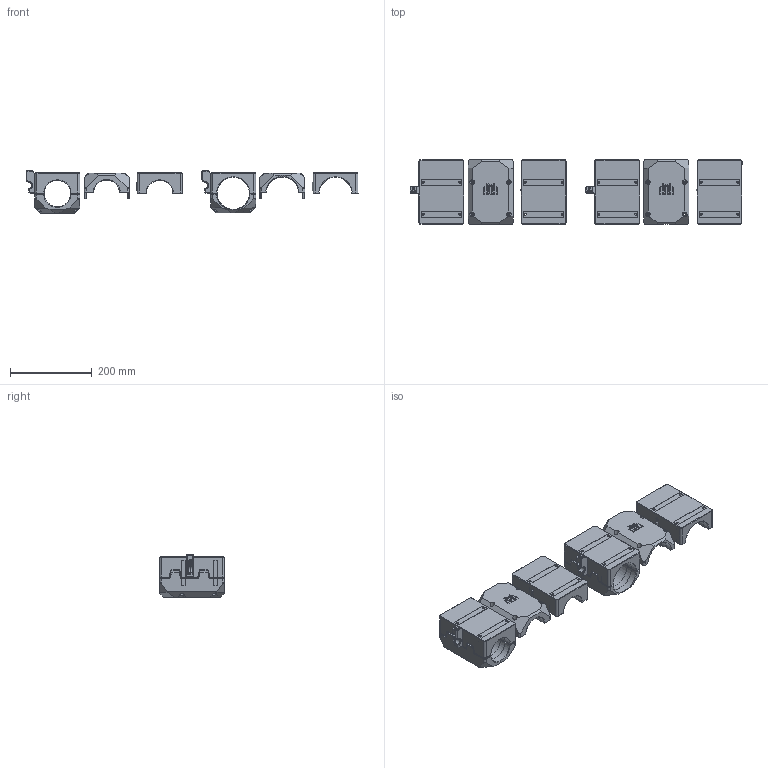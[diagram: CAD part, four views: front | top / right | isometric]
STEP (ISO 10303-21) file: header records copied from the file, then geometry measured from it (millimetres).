
FILE_DESCRIPTION(/* description */ (''),/* implementation_level */ '2;1');
FILE_NAME(/* name */ 'Iron heart MOD (deepergrain).step',/* time_stamp */ '2024-03-28T23:37:30Z',/* author */ (''),/* organization */ (''),/* preprocessor_version */ 'ST-DEVELOPER v20',/* originating_system */ 'Autodesk Translation Framework v12.20.1.177',/* authorisation */ '');
FILE_SCHEMA (('AUTOMOTIVE_DESIGN { 1 0 10303 214 3 1 1 }'));
Length unit declared in the file: millimetre
Products named in the file (34): Iron heart MOD (deepergrain); Burly Z cable chain mount (1); Rear shroud assembly (1); front shroud (1); Rear shroud assembly (1)_1; Rear mount 65mm (2); Rear mount 65mm (1) (1); Rear Shroud 65mm (1); front shroud (1)_1; Front shroud 65mm (1); Front mount 65mm  (1); Front mount 65mm (1); front shroud (1) (1); Front shroud 65mm (1) (1); Front mount 65mm  (1) (1); Front mount 65mm (1) (1); 80mm mount; front shroud (2); Front shroud 80mm (2); Front mount 80mm  (2); Front mount 80mm (2); Rear shroud assembly (2); Rear mount 80mm (3); Rear mount 80mm (1) (2); Rear Shroud 80mm (2); Rear shroud assembly; Rear mount 80mm; Rear mount 80mm (1); Rear Shroud 80mm; Burly Z cable chain mount; front shroud; Front shroud 80mm; Front mount 80mm ; Front mount 80mm
Assembly tree (38 placements, depth 4):
  Iron heart MOD (deepergrain)
    Burly Z cable chain mount (1)
    Rear shroud assembly (1)
      Rear mount 65mm (2)
      Rear mount 65mm (1) (1)
      Rear Shroud 65mm (1)
    front shroud (1)
      Front mount 65mm  (1)
      Front mount 65mm (1)
    Rear shroud assembly (1)_1
      Rear mount 65mm (2)
      Rear mount 65mm (1) (1)
      Rear Shroud 65mm (1)
    front shroud (1)_1
      Front shroud 65mm (1)
      Front mount 65mm  (1)
      Front mount 65mm (1)
    front shroud (1) (1)
      Front shroud 65mm (1) (1)
      Front mount 65mm  (1) (1)
      Front mount 65mm (1) (1)
    80mm mount
      front shroud (2)
        Front shroud 80mm (2)
        Front mount 80mm  (2)
        Front mount 80mm (2)
      Rear shroud assembly (2)
        Rear mount 80mm (3)
        Rear mount 80mm (1) (2)
        Rear Shroud 80mm (2)
      Rear shroud assembly
        Rear mount 80mm
        Rear mount 80mm (1)
        Rear Shroud 80mm
      Burly Z cable chain mount
      front shroud
        Front shroud 80mm
        Front mount 80mm 
        Front mount 80mm
Bounding box: 811.85 x 158 x 104.5 mm (x, y, z)
Volume: 3984029.7 mm3; surface area: 771967.7 mm2
Topology: 28 solids, 28 shells, 1696 faces, 4451 edges, 2843 vertices
Faces by surface type: plane 1191, cylinder 306, cone 158, bspline 41
Full cylindrical faces by diameter (mm): 4 x6, 5.2 x44, 6.5 x4, 10.5 x2, 11 x16
Entity records: 47633 total; most frequent: CARTESIAN_POINT 9368, ORIENTED_EDGE 7908, DIRECTION 7601, EDGE_CURVE 3954, LINE 3033, VECTOR 3033, VERTEX_POINT 2526, AXIS2_PLACEMENT_3D 2284
